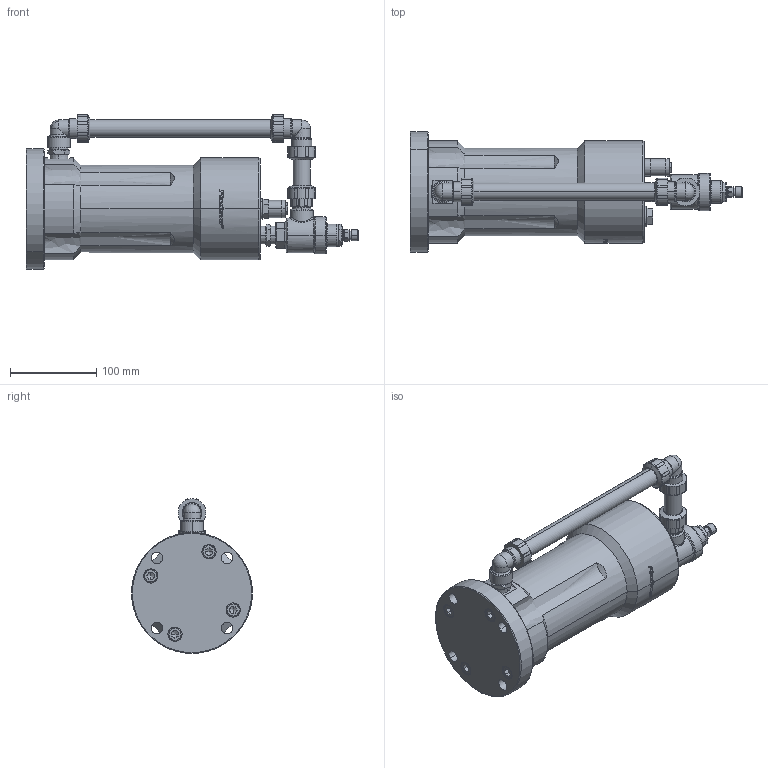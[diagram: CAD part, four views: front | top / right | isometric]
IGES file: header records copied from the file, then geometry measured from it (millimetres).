
Global section: file name: No Iges File Name specified; native system: Autodesk Inventor 2011; preprocessor: AutoDesk Inventor Iges Exporter R2011; author: Petr; date: 20120221.145533; units: millimetre
Bounding box: 384 x 139.47 x 178.73 mm (x, y, z)
Volume: 2700261.7 mm3; surface area: 239737.8 mm2
Topology: 3 solids, 32 shells, 1234 faces, 3242 edges, 2102 vertices
Faces by surface type: bspline 403, plane 333, cylinder 212, torus 120, cone 100, revolution 64, sphere 2
